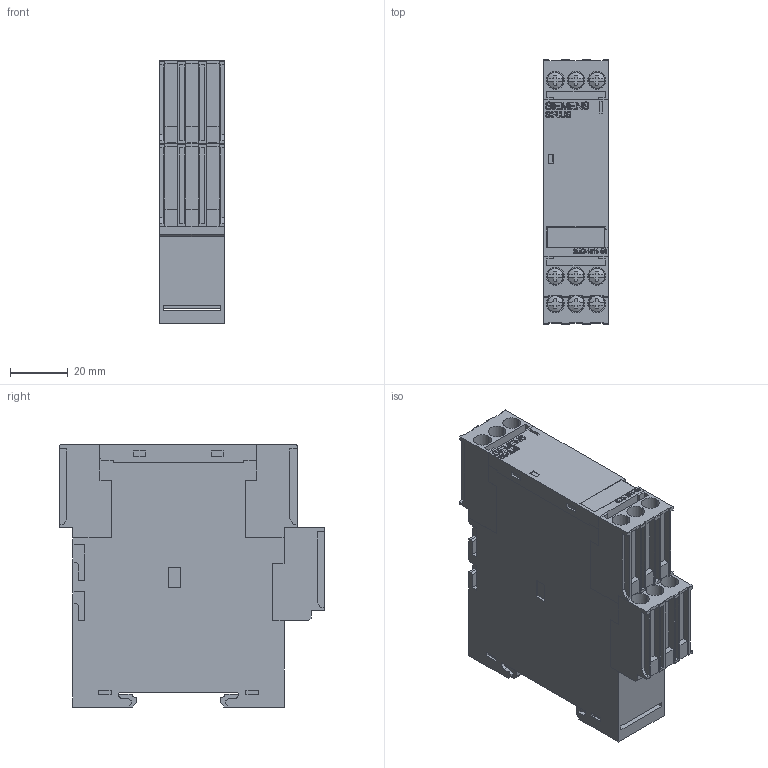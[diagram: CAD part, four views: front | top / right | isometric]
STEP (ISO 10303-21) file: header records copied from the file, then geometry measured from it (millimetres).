
FILE_DESCRIPTION(('STEP AP214'),'1');
FILE_NAME('cctmp_C8E6795C-52C8-4586-A24D-224E56DB7598_2023_08_15_13_08_58_0739..stp','2023-08-15T11:09:00',('SIEMENS A&D'),('CADClick - www.CADClick.com'),'Spatial InterOp 3D postprocessed',' ','unknown authorization');
FILE_SCHEMA(('AUTOMOTIVE_DESIGN'));
Length unit declared in the file: millimetre
Products named in the file (1): 2023_08_15_13_08_58_0676
Bounding box: 22.5 x 91.9 x 91 mm (x, y, z)
Volume: 152826.4 mm3; surface area: 31271.8 mm2
Topology: 1 solids, 1 shells, 1072 faces, 2991 edges, 1990 vertices
Faces by surface type: plane 686, cylinder 202, bspline 184
Entity records: 46333 total; most frequent: CARTESIAN_POINT 16626, ORIENTED_EDGE 5982, DIRECTION 4685, EDGE_CURVE 2991, LINE 2231, VECTOR 2231, VERTEX_POINT 1990, AXIS2_PLACEMENT_3D 1227
